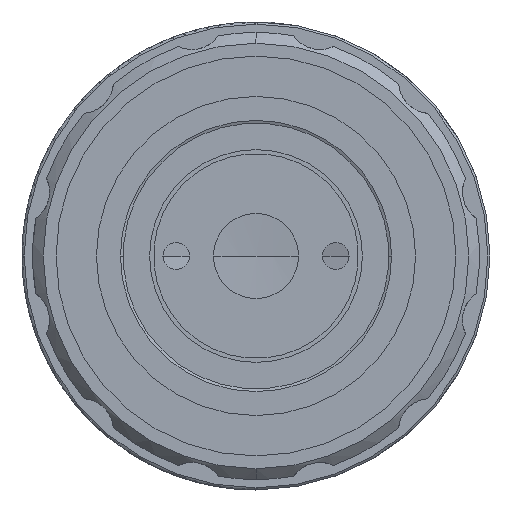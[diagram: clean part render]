
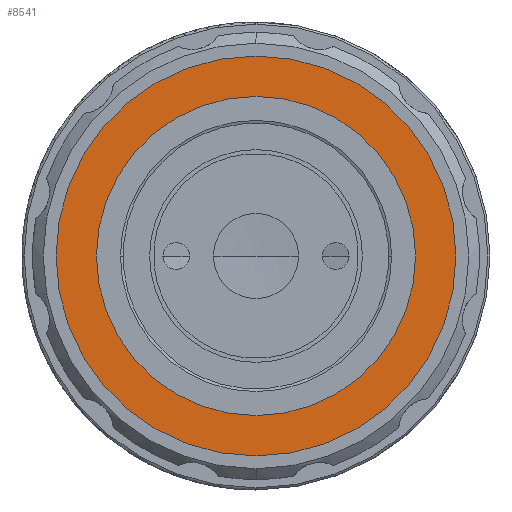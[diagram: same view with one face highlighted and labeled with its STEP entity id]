
A CAD part, left-side view. The second image highlights one B-rep face of the part: STEP entity #8541.
In plain terms, the highlighted planar face has unit normal (-1, 0, 0).
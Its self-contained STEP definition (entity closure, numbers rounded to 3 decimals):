
#1305 = CARTESIAN_POINT ( 'NONE',  ( -0.752, 0., 0. ) ) ;
#1856 = CIRCLE ( 'NONE', #20637, 14.5 ) ;
#2123 = CARTESIAN_POINT ( 'NONE',  ( -0.752, 15., 0. ) ) ;
#2560 = CARTESIAN_POINT ( 'NONE',  ( -0.752, 0., 14.5 ) ) ;
#3098 = DIRECTION ( 'NONE',  ( 0., 0., 1. ) ) ;
#3608 = EDGE_CURVE ( 'NONE', #18536, #19070, #20139, .T. ) ;
#3794 = CARTESIAN_POINT ( 'NONE',  ( -0.752, 0., 0. ) ) ;
#3923 = DIRECTION ( 'NONE',  ( 1., 0., 0. ) ) ;
#4114 = FACE_OUTER_BOUND ( 'NONE', #19433, .T. ) ;
#5042 = ORIENTED_EDGE ( 'NONE', *, *, #16833, .T. ) ;
#5603 = DIRECTION ( 'NONE',  ( 0., 0., 1. ) ) ;
#6833 = AXIS2_PLACEMENT_3D ( 'NONE', #20552, #9817, #22342 ) ;
#7802 = EDGE_CURVE ( 'NONE', #11504, #12938, #19831, .T. ) ;
#7863 = DIRECTION ( 'NONE',  ( -1., 0., 0. ) ) ;
#8541 = ADVANCED_FACE ( 'NONE', ( #4114, #14198 ), #21773, .F. ) ;
#9817 = DIRECTION ( 'NONE',  ( -1., 0., 0. ) ) ;
#10018 = CIRCLE ( 'NONE', #16131, 18.8 ) ;
#10027 = ORIENTED_EDGE ( 'NONE', *, *, #3608, .T. ) ;
#10519 = ORIENTED_EDGE ( 'NONE', *, *, #19864, .F. ) ;
#11504 = VERTEX_POINT ( 'NONE', #16182 ) ;
#11827 = CARTESIAN_POINT ( 'NONE',  ( -0.752, 0., 18.8 ) ) ;
#11891 = AXIS2_PLACEMENT_3D ( 'NONE', #2123, #3923, #16469 ) ;
#12938 = VERTEX_POINT ( 'NONE', #2560 ) ;
#13810 = DIRECTION ( 'NONE',  ( -1., 0., 0. ) ) ;
#14198 = FACE_BOUND ( 'NONE', #17747, .T. ) ;
#16131 = AXIS2_PLACEMENT_3D ( 'NONE', #3794, #16324, #5603 ) ;
#16182 = CARTESIAN_POINT ( 'NONE',  ( -0.752, 0., -14.5 ) ) ;
#16324 = DIRECTION ( 'NONE',  ( -1., 0., 0. ) ) ;
#16469 = DIRECTION ( 'NONE',  ( 0., 0., -1. ) ) ;
#16833 = EDGE_CURVE ( 'NONE', #19070, #18536, #10018, .T. ) ;
#17747 = EDGE_LOOP ( 'NONE', ( #10519, #19436 ) ) ;
#18536 = VERTEX_POINT ( 'NONE', #11827 ) ;
#18586 = CARTESIAN_POINT ( 'NONE',  ( -0.752, 0., 0. ) ) ;
#19070 = VERTEX_POINT ( 'NONE', #21995 ) ;
#19433 = EDGE_LOOP ( 'NONE', ( #10027, #5042 ) ) ;
#19436 = ORIENTED_EDGE ( 'NONE', *, *, #7802, .F. ) ;
#19831 = CIRCLE ( 'NONE', #20005, 14.5 ) ;
#19864 = EDGE_CURVE ( 'NONE', #12938, #11504, #1856, .T. ) ;
#20005 = AXIS2_PLACEMENT_3D ( 'NONE', #18586, #7863, #20380 ) ;
#20139 = CIRCLE ( 'NONE', #6833, 18.8 ) ;
#20380 = DIRECTION ( 'NONE',  ( 0., 0., 1. ) ) ;
#20552 = CARTESIAN_POINT ( 'NONE',  ( -0.752, 0., 0. ) ) ;
#20637 = AXIS2_PLACEMENT_3D ( 'NONE', #1305, #13810, #3098 ) ;
#21773 = PLANE ( 'NONE',  #11891 ) ;
#21995 = CARTESIAN_POINT ( 'NONE',  ( -0.752, 0., -18.8 ) ) ;
#22342 = DIRECTION ( 'NONE',  ( 0., 0., 1. ) ) ;
